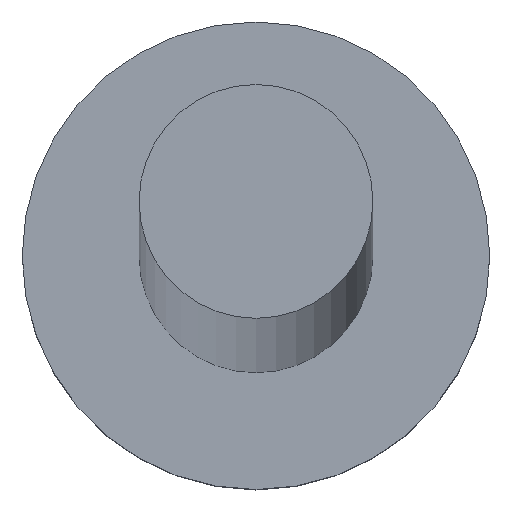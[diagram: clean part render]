
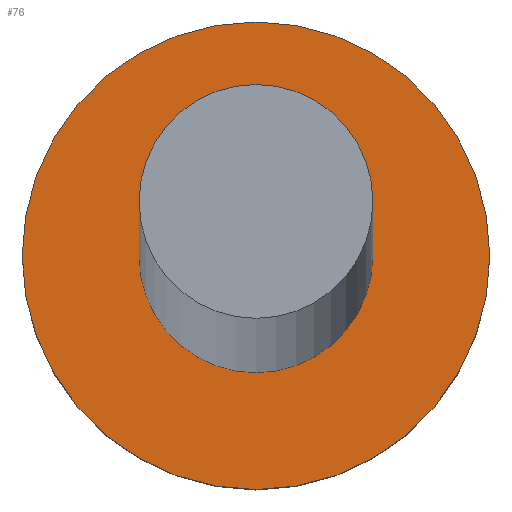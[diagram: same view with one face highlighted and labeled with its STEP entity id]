
A CAD part, top view. The second image highlights one B-rep face of the part: STEP entity #76.
In plain terms, the highlighted planar face has unit normal (0, 0, 1).
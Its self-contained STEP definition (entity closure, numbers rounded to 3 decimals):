
#4 = CARTESIAN_POINT ( 'NONE',  ( 1.5, 0., 3. ) ) ;
#6 = VERTEX_POINT ( 'NONE', #139 ) ;
#28 = DIRECTION ( 'NONE',  ( 1., 0., 0. ) ) ;
#33 = AXIS2_PLACEMENT_3D ( 'NONE', #225, #176, #239 ) ;
#34 = DIRECTION ( 'NONE',  ( 0., 0., 1. ) ) ;
#40 = ORIENTED_EDGE ( 'NONE', *, *, #55, .T. ) ;
#41 = CARTESIAN_POINT ( 'NONE',  ( 0., 0., 3. ) ) ;
#46 = CIRCLE ( 'NONE', #33, 3. ) ;
#49 = DIRECTION ( 'NONE',  ( 1., 0., 0. ) ) ;
#55 = EDGE_CURVE ( 'NONE', #68, #180, #118, .T. ) ;
#59 = ORIENTED_EDGE ( 'NONE', *, *, #126, .F. ) ;
#60 = CIRCLE ( 'NONE', #75, 1.5 ) ;
#61 = EDGE_LOOP ( 'NONE', ( #193, #59 ) ) ;
#68 = VERTEX_POINT ( 'NONE', #229 ) ;
#75 = AXIS2_PLACEMENT_3D ( 'NONE', #226, #34, #173 ) ;
#76 = ADVANCED_FACE ( 'NONE', ( #233, #107 ), #189, .T. ) ;
#78 = AXIS2_PLACEMENT_3D ( 'NONE', #105, #187, #28 ) ;
#95 = DIRECTION ( 'NONE',  ( 0., 0., 1. ) ) ;
#105 = CARTESIAN_POINT ( 'NONE',  ( 0., 0., 3. ) ) ;
#107 = FACE_OUTER_BOUND ( 'NONE', #114, .T. ) ;
#110 = CIRCLE ( 'NONE', #240, 1.5 ) ;
#112 = AXIS2_PLACEMENT_3D ( 'NONE', #166, #161, #49 ) ;
#114 = EDGE_LOOP ( 'NONE', ( #119, #40 ) ) ;
#117 = DIRECTION ( 'NONE',  ( 1., 0., 0. ) ) ;
#118 = CIRCLE ( 'NONE', #78, 3. ) ;
#119 = ORIENTED_EDGE ( 'NONE', *, *, #246, .T. ) ;
#126 = EDGE_CURVE ( 'NONE', #244, #6, #60, .T. ) ;
#135 = CARTESIAN_POINT ( 'NONE',  ( -3., 0., 3. ) ) ;
#139 = CARTESIAN_POINT ( 'NONE',  ( -1.5, 0., 3. ) ) ;
#144 = EDGE_CURVE ( 'NONE', #6, #244, #110, .T. ) ;
#161 = DIRECTION ( 'NONE',  ( 0., 0., 1. ) ) ;
#166 = CARTESIAN_POINT ( 'NONE',  ( 0., 0., 3. ) ) ;
#173 = DIRECTION ( 'NONE',  ( 1., 0., 0. ) ) ;
#176 = DIRECTION ( 'NONE',  ( 0., 0., 1. ) ) ;
#180 = VERTEX_POINT ( 'NONE', #135 ) ;
#187 = DIRECTION ( 'NONE',  ( 0., 0., 1. ) ) ;
#189 = PLANE ( 'NONE',  #112 ) ;
#193 = ORIENTED_EDGE ( 'NONE', *, *, #144, .F. ) ;
#225 = CARTESIAN_POINT ( 'NONE',  ( 0., 0., 3. ) ) ;
#226 = CARTESIAN_POINT ( 'NONE',  ( 0., 0., 3. ) ) ;
#229 = CARTESIAN_POINT ( 'NONE',  ( 3., 0., 3. ) ) ;
#233 = FACE_BOUND ( 'NONE', #61, .T. ) ;
#239 = DIRECTION ( 'NONE',  ( 1., 0., 0. ) ) ;
#240 = AXIS2_PLACEMENT_3D ( 'NONE', #41, #95, #117 ) ;
#244 = VERTEX_POINT ( 'NONE', #4 ) ;
#246 = EDGE_CURVE ( 'NONE', #180, #68, #46, .T. ) ;
